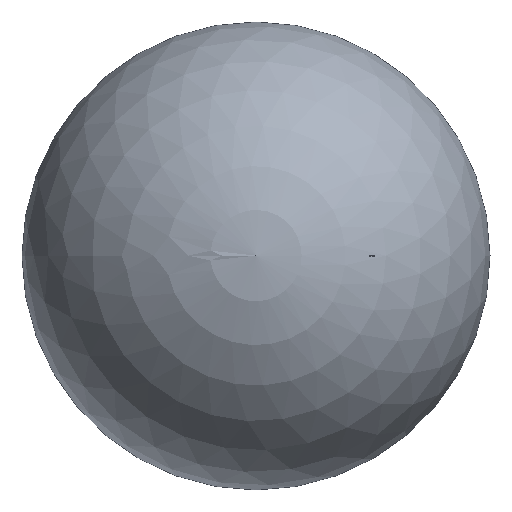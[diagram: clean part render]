
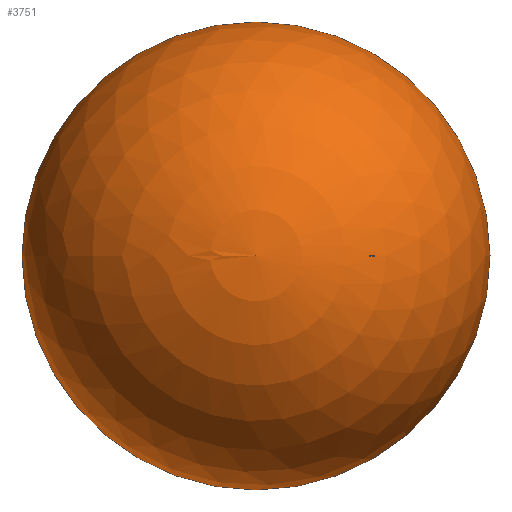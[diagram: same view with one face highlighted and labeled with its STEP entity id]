
A CAD part, top view. The second image highlights one B-rep face of the part: STEP entity #3751.
In plain terms, the highlighted spherical face has radius 300 mm.
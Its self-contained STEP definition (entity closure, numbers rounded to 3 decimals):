
#737 = CIRCLE ( 'NONE', #8315, 300. ) ;
#767 = DIRECTION ( 'NONE',  ( 0., 0., -1. ) ) ;
#841 = DIRECTION ( 'NONE',  ( -1., 0., 0. ) ) ;
#1283 = CARTESIAN_POINT ( 'NONE',  ( -300., 0., 0. ) ) ;
#2084 = ORIENTED_EDGE ( 'NONE', *, *, #8421, .F. ) ;
#2832 = CARTESIAN_POINT ( 'NONE',  ( 300., 0., 0. ) ) ;
#3751 = ADVANCED_FACE ( 'NONE', ( #7937 ), #8300, .T. ) ;
#3833 = DIRECTION ( 'NONE',  ( -1., 0., 0. ) ) ;
#3853 = ORIENTED_EDGE ( 'NONE', *, *, #7277, .F. ) ;
#3988 = DIRECTION ( 'NONE',  ( -1., 0., 0. ) ) ;
#4539 = CIRCLE ( 'NONE', #7329, 300. ) ;
#5504 = CARTESIAN_POINT ( 'NONE',  ( 0., 0., 0. ) ) ;
#5877 = VERTEX_POINT ( 'NONE', #2832 ) ;
#6170 = CARTESIAN_POINT ( 'NONE',  ( 0., 0., 0. ) ) ;
#7152 = DIRECTION ( 'NONE',  ( 0., 0., -1. ) ) ;
#7277 = EDGE_CURVE ( 'NONE', #5877, #8842, #4539, .T. ) ;
#7329 = AXIS2_PLACEMENT_3D ( 'NONE', #6170, #767, #3833 ) ;
#7837 = AXIS2_PLACEMENT_3D ( 'NONE', #5504, #7889, #3988 ) ;
#7889 = DIRECTION ( 'NONE',  ( 0., 0., 1. ) ) ;
#7937 = FACE_OUTER_BOUND ( 'NONE', #8956, .T. ) ;
#8300 = SPHERICAL_SURFACE ( 'NONE', #7837, 300. ) ;
#8315 = AXIS2_PLACEMENT_3D ( 'NONE', #9575, #7152, #841 ) ;
#8421 = EDGE_CURVE ( 'NONE', #8842, #5877, #737, .T. ) ;
#8842 = VERTEX_POINT ( 'NONE', #1283 ) ;
#8956 = EDGE_LOOP ( 'NONE', ( #2084, #3853 ) ) ;
#9575 = CARTESIAN_POINT ( 'NONE',  ( 0., 0., 0. ) ) ;
